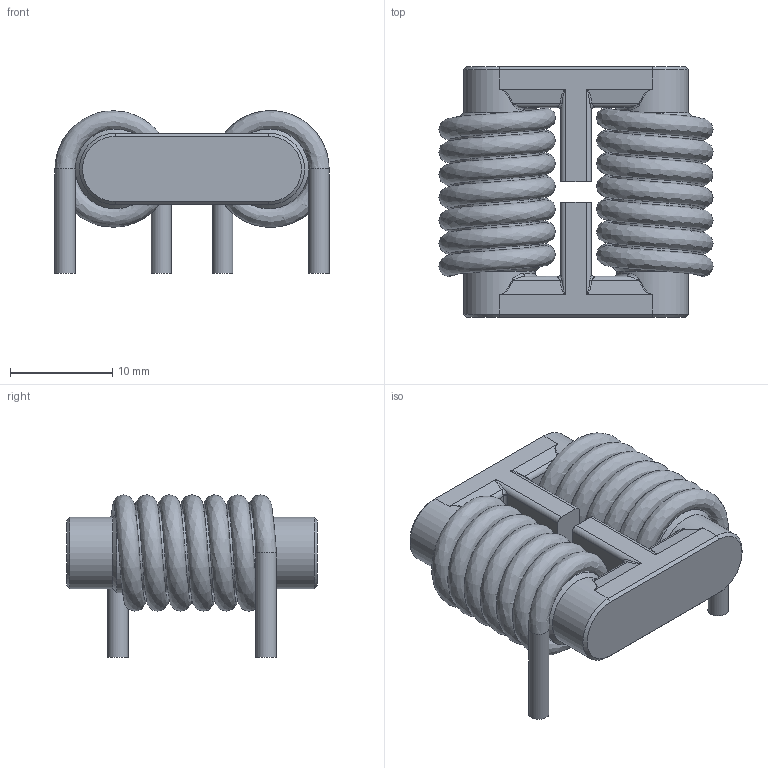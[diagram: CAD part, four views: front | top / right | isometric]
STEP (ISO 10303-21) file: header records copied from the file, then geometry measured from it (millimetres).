
FILE_DESCRIPTION( ( 'Unknown' ), '1' );
FILE_NAME( '7448680200.stp', 'Unknown', ( 'Unknown' ), ( 'Unknown' ), 'PSStep 19.0.9', 'Unknown', ' ' );
FILE_SCHEMA( ( 'AUTOMOTIVE_DESIGN { 1 0 10303 214 1 1 1 1 }' ) );
Length unit declared in the file: millimetre
Products named in the file (14): Assem1; Core; Marking; Coil-L; Coil-R; Glue-L; Glue-R
Assembly tree (14 placements, depth 2):
  Assem1
    Core  x2
    Marking
    Marking
    Marking
    Marking
    Marking
    Marking
    Marking
    Marking
    Coil-L
    Coil-R
    Glue-L
    Glue-R
Bounding box: 26.8 x 24.5 x 15.9 mm (x, y, z)
Volume: 4325 mm3; surface area: 6115.7 mm2
Topology: 14 solids, 14 shells, 200 faces, 474 edges, 298 vertices
Faces by surface type: plane 98, bspline 34, cylinder 32, extrusion 16, torus 12, cone 8
Full cylindrical faces by diameter (mm): 2 x4, 7 x6, 7.8 x2
Entity records: 8911 total; most frequent: CARTESIAN_POINT 4512, ORIENTED_EDGE 646, DIRECTION 523, EDGE_CURVE 323, VERTEX_POINT 214, AXIS2_PLACEMENT_3D 203, EDGE_LOOP 169, B_SPLINE_CURVE_WITH_KNOTS 164
